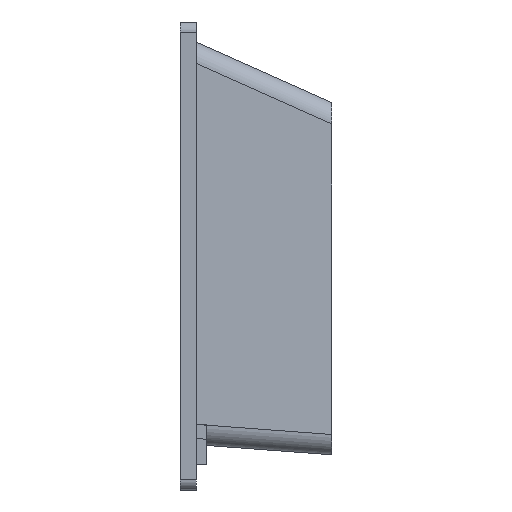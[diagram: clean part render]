
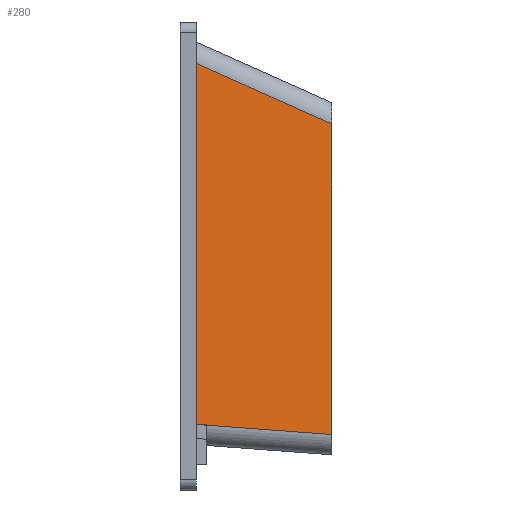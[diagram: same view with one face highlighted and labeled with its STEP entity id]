
A CAD part, left-side view. The second image highlights one B-rep face of the part: STEP entity #280.
In plain terms, the highlighted planar face has unit normal (-0.997, -0.074, 0).
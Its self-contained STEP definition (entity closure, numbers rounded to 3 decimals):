
#81 = EDGE_CURVE ( 'NONE', #895, #365, #177, .T. ) ;
#177 = LINE ( 'NONE', #473, #244 ) ;
#227 = EDGE_LOOP ( 'NONE', ( #440, #1700, #987, #1708 ) ) ;
#244 = VECTOR ( 'NONE', #784, 1000. ) ;
#280 = ADVANCED_FACE ( 'NONE', ( #723 ), #435, .T. ) ;
#351 = EDGE_CURVE ( 'NONE', #1398, #895, #1556, .T. ) ;
#365 = VERTEX_POINT ( 'NONE', #1686 ) ;
#399 = VECTOR ( 'NONE', #1085, 1000. ) ;
#435 = PLANE ( 'NONE',  #1921 ) ;
#440 = ORIENTED_EDGE ( 'NONE', *, *, #81, .T. ) ;
#473 = CARTESIAN_POINT ( 'NONE',  ( -93., 13.5, 34.5 ) ) ;
#485 = LINE ( 'NONE', #1681, #1400 ) ;
#609 = CARTESIAN_POINT ( 'NONE',  ( -91.525, -6.412, -4.959 ) ) ;
#649 = CARTESIAN_POINT ( 'NONE',  ( -90.859, -15.41, 19.528 ) ) ;
#653 = VERTEX_POINT ( 'NONE', #706 ) ;
#706 = CARTESIAN_POINT ( 'NONE',  ( -92., 0., -4.484 ) ) ;
#723 = FACE_OUTER_BOUND ( 'NONE', #227, .T. ) ;
#784 = DIRECTION ( 'NONE',  ( 0., 0., -1. ) ) ;
#818 = EDGE_CURVE ( 'NONE', #365, #653, #1079, .T. ) ;
#881 = CARTESIAN_POINT ( 'NONE',  ( -91.498, -6.778, 0. ) ) ;
#895 = VERTEX_POINT ( 'NONE', #1401 ) ;
#904 = VECTOR ( 'NONE', #1208, 1000. ) ;
#987 = ORIENTED_EDGE ( 'NONE', *, *, #1668, .T. ) ;
#1038 = DIRECTION ( 'NONE',  ( -0.997, -0.074, 0. ) ) ;
#1071 = DIRECTION ( 'NONE',  ( 0., 0., 1. ) ) ;
#1079 = LINE ( 'NONE', #609, #904 ) ;
#1085 = DIRECTION ( 'NONE',  ( -0.068, 0.912, 0.405 ) ) ;
#1208 = DIRECTION ( 'NONE',  ( 0.074, -0.995, -0.074 ) ) ;
#1327 = CARTESIAN_POINT ( 'NONE',  ( -92., 0., 26.377 ) ) ;
#1398 = VERTEX_POINT ( 'NONE', #1327 ) ;
#1400 = VECTOR ( 'NONE', #1071, 1000. ) ;
#1401 = CARTESIAN_POINT ( 'NONE',  ( -93., 13.5, 32.377 ) ) ;
#1556 = LINE ( 'NONE', #649, #399 ) ;
#1648 = DIRECTION ( 'NONE',  ( 0.074, -0.997, 0. ) ) ;
#1668 = EDGE_CURVE ( 'NONE', #653, #1398, #485, .T. ) ;
#1681 = CARTESIAN_POINT ( 'NONE',  ( -92., 0., 28.5 ) ) ;
#1686 = CARTESIAN_POINT ( 'NONE',  ( -93., 13.5, -3.484 ) ) ;
#1700 = ORIENTED_EDGE ( 'NONE', *, *, #818, .T. ) ;
#1708 = ORIENTED_EDGE ( 'NONE', *, *, #351, .T. ) ;
#1921 = AXIS2_PLACEMENT_3D ( 'NONE', #881, #1038, #1648 ) ;
